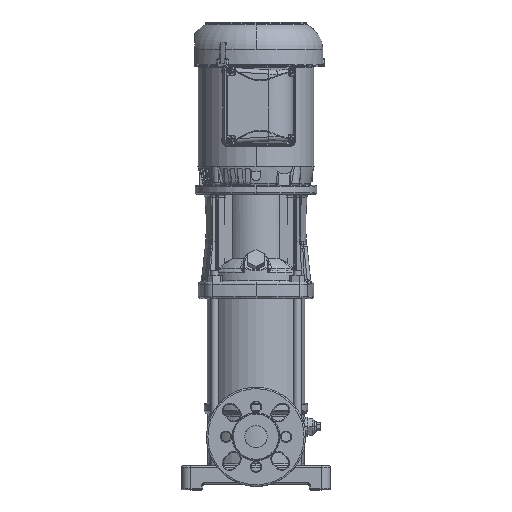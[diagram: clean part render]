
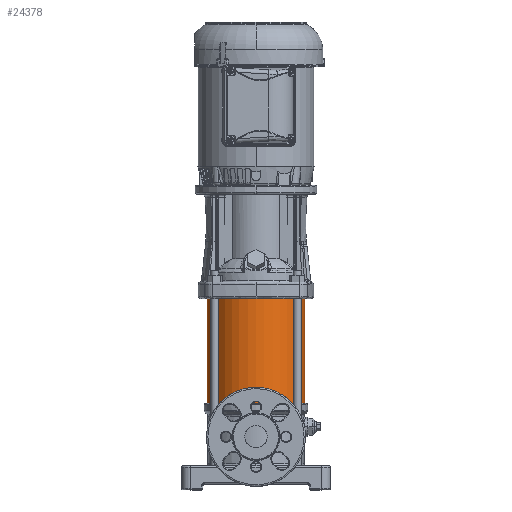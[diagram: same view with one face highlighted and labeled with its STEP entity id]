
A CAD part, top view. The second image highlights one B-rep face of the part: STEP entity #24378.
In plain terms, the highlighted cylindrical face has radius 68.75 mm (diameter 137.5 mm), a partial arc.
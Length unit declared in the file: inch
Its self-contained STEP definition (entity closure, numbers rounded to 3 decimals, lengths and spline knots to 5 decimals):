
#1559 = CARTESIAN_POINT ( 'NONE',  ( 0., 7.69685, 2.70669 ) ) ;
#5948 = ORIENTED_EDGE ( 'NONE', *, *, #50445, .T. ) ;
#9679 = CARTESIAN_POINT ( 'NONE',  ( 0., 7.69685, 0. ) ) ;
#9975 = DIRECTION ( 'NONE',  ( 0., 0., 1. ) ) ;
#14130 = CARTESIAN_POINT ( 'NONE',  ( 0., 1.85827, 0. ) ) ;
#17629 = VERTEX_POINT ( 'NONE', #94184 ) ;
#18854 = VERTEX_POINT ( 'NONE', #45870 ) ;
#23538 = CIRCLE ( 'NONE', #84670, 2.70669 ) ;
#24378 = ADVANCED_FACE ( 'NONE', ( #34058 ), #67433, .T. ) ;
#26414 = DIRECTION ( 'NONE',  ( 0., 1., 0. ) ) ;
#28624 = LINE ( 'NONE', #105733, #86552 ) ;
#32127 = DIRECTION ( 'NONE',  ( 0., 0., 1. ) ) ;
#33280 = LINE ( 'NONE', #66099, #102272 ) ;
#34058 = FACE_OUTER_BOUND ( 'NONE', #93623, .T. ) ;
#38691 = AXIS2_PLACEMENT_3D ( 'NONE', #14130, #56779, #32127 ) ;
#41682 = EDGE_CURVE ( 'NONE', #79849, #82997, #23538, .T. ) ;
#43927 = ORIENTED_EDGE ( 'NONE', *, *, #64908, .T. ) ;
#45870 = CARTESIAN_POINT ( 'NONE',  ( 0., 1.85827, -2.70669 ) ) ;
#50445 = EDGE_CURVE ( 'NONE', #17629, #82997, #33280, .T. ) ;
#53982 = DIRECTION ( 'NONE',  ( 0., 0., -1. ) ) ;
#55362 = AXIS2_PLACEMENT_3D ( 'NONE', #76175, #26414, #9975 ) ;
#55437 = DIRECTION ( 'NONE',  ( 0., 1., 0. ) ) ;
#56779 = DIRECTION ( 'NONE',  ( 0., 1., 0. ) ) ;
#64908 = EDGE_CURVE ( 'NONE', #18854, #17629, #85824, .T. ) ;
#66099 = CARTESIAN_POINT ( 'NONE',  ( 0., 1.54331, 2.70669 ) ) ;
#67433 = CYLINDRICAL_SURFACE ( 'NONE', #55362, 2.70669 ) ;
#76175 = CARTESIAN_POINT ( 'NONE',  ( 0., 1.54331, 0. ) ) ;
#79849 = VERTEX_POINT ( 'NONE', #95029 ) ;
#82997 = VERTEX_POINT ( 'NONE', #1559 ) ;
#84670 = AXIS2_PLACEMENT_3D ( 'NONE', #9679, #88425, #53982 ) ;
#85824 = CIRCLE ( 'NONE', #38691, 2.70669 ) ;
#86552 = VECTOR ( 'NONE', #55437, 39.37008 ) ;
#87167 = EDGE_CURVE ( 'NONE', #18854, #79849, #28624, .T. ) ;
#88425 = DIRECTION ( 'NONE',  ( 0., 1., 0. ) ) ;
#93623 = EDGE_LOOP ( 'NONE', ( #106733, #43927, #5948, #107213 ) ) ;
#94184 = CARTESIAN_POINT ( 'NONE',  ( 0., 1.85827, 2.70669 ) ) ;
#95029 = CARTESIAN_POINT ( 'NONE',  ( 0., 7.69685, -2.70669 ) ) ;
#99469 = DIRECTION ( 'NONE',  ( 0., 1., 0. ) ) ;
#102272 = VECTOR ( 'NONE', #99469, 39.37008 ) ;
#105733 = CARTESIAN_POINT ( 'NONE',  ( 0., 1.54331, -2.70669 ) ) ;
#106733 = ORIENTED_EDGE ( 'NONE', *, *, #87167, .F. ) ;
#107213 = ORIENTED_EDGE ( 'NONE', *, *, #41682, .F. ) ;
